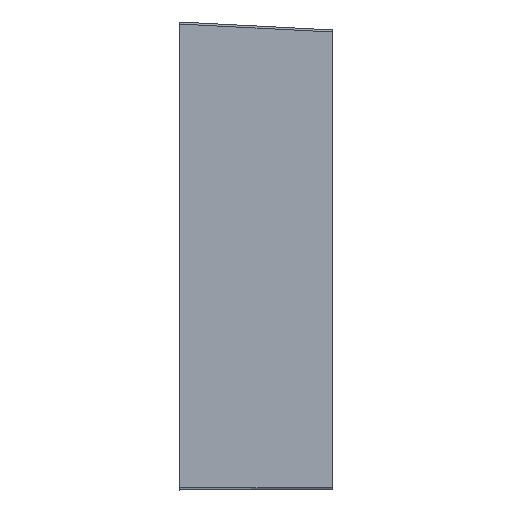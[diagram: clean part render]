
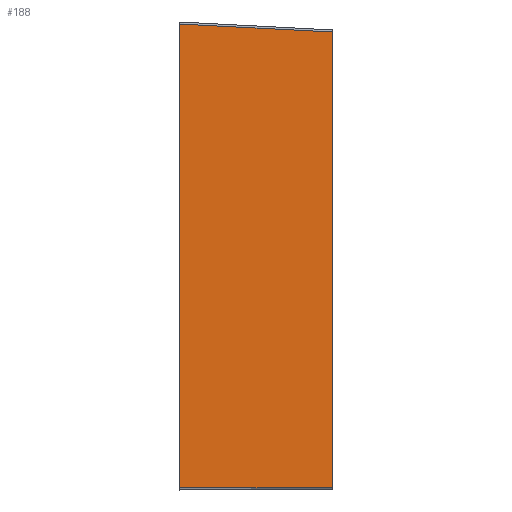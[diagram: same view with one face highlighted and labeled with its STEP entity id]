
A CAD part, left-side view. The second image highlights one B-rep face of the part: STEP entity #188.
In plain terms, the highlighted planar face has unit normal (-1, -0.026, 0).
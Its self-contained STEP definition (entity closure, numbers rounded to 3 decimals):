
#188 = ADVANCED_FACE ( 'NONE', ( #20221 ), #2768, .T. ) ;
#1758 = ORIENTED_EDGE ( 'NONE', *, *, #5181, .T. ) ;
#2386 = CARTESIAN_POINT ( 'NONE',  ( -596.072, -150., -227.477 ) ) ;
#2768 = PLANE ( 'NONE',  #15291 ) ;
#3361 = ORIENTED_EDGE ( 'NONE', *, *, #5990, .T. ) ;
#4250 = VERTEX_POINT ( 'NONE', #15576 ) ;
#5181 = EDGE_CURVE ( 'NONE', #4250, #9991, #12305, .T. ) ;
#5990 = EDGE_CURVE ( 'NONE', #6683, #23392, #22050, .T. ) ;
#6683 = VERTEX_POINT ( 'NONE', #11111 ) ;
#6801 = ORIENTED_EDGE ( 'NONE', *, *, #16286, .F. ) ;
#7884 = ORIENTED_EDGE ( 'NONE', *, *, #17384, .F. ) ;
#8072 = CARTESIAN_POINT ( 'NONE',  ( -599.958, -1.598, -227.995 ) ) ;
#8704 = CARTESIAN_POINT ( 'NONE',  ( -600., 0., 228. ) ) ;
#9991 = VERTEX_POINT ( 'NONE', #2386 ) ;
#10576 = CARTESIAN_POINT ( 'NONE',  ( -600., 0., 230. ) ) ;
#10751 = EDGE_LOOP ( 'NONE', ( #7884, #3361, #6801, #1758 ) ) ;
#11111 = CARTESIAN_POINT ( 'NONE',  ( -596.072, -150., 220.139 ) ) ;
#11575 = DIRECTION ( 'NONE',  ( 0.026, -1., 0. ) ) ;
#11580 = VECTOR ( 'NONE', #19475, 1000. ) ;
#12152 = CARTESIAN_POINT ( 'NONE',  ( -600.003, 0.104, 228.005 ) ) ;
#12234 = DIRECTION ( 'NONE',  ( 0., 0., 1. ) ) ;
#12305 = LINE ( 'NONE', #8072, #16094 ) ;
#12970 = DIRECTION ( 'NONE',  ( 0., 0., -1. ) ) ;
#13343 = CARTESIAN_POINT ( 'NONE',  ( -596.072, -150., 230. ) ) ;
#14163 = CARTESIAN_POINT ( 'NONE',  ( -600., 0., 230. ) ) ;
#15051 = VECTOR ( 'NONE', #12234, 1000. ) ;
#15291 = AXIS2_PLACEMENT_3D ( 'NONE', #10576, #18417, #11575 ) ;
#15576 = CARTESIAN_POINT ( 'NONE',  ( -600., 0., -228. ) ) ;
#16094 = VECTOR ( 'NONE', #17702, 1000. ) ;
#16286 = EDGE_CURVE ( 'NONE', #4250, #23392, #22128, .T. ) ;
#17384 = EDGE_CURVE ( 'NONE', #6683, #9991, #19252, .T. ) ;
#17497 = VECTOR ( 'NONE', #12970, 1000. ) ;
#17702 = DIRECTION ( 'NONE',  ( 0.026, -1., 0.003 ) ) ;
#18417 = DIRECTION ( 'NONE',  ( -1., -0.026, 0. ) ) ;
#19252 = LINE ( 'NONE', #13343, #17497 ) ;
#19475 = DIRECTION ( 'NONE',  ( -0.026, 0.998, 0.052 ) ) ;
#20221 = FACE_OUTER_BOUND ( 'NONE', #10751, .T. ) ;
#22050 = LINE ( 'NONE', #12152, #11580 ) ;
#22128 = LINE ( 'NONE', #14163, #15051 ) ;
#23392 = VERTEX_POINT ( 'NONE', #8704 ) ;
